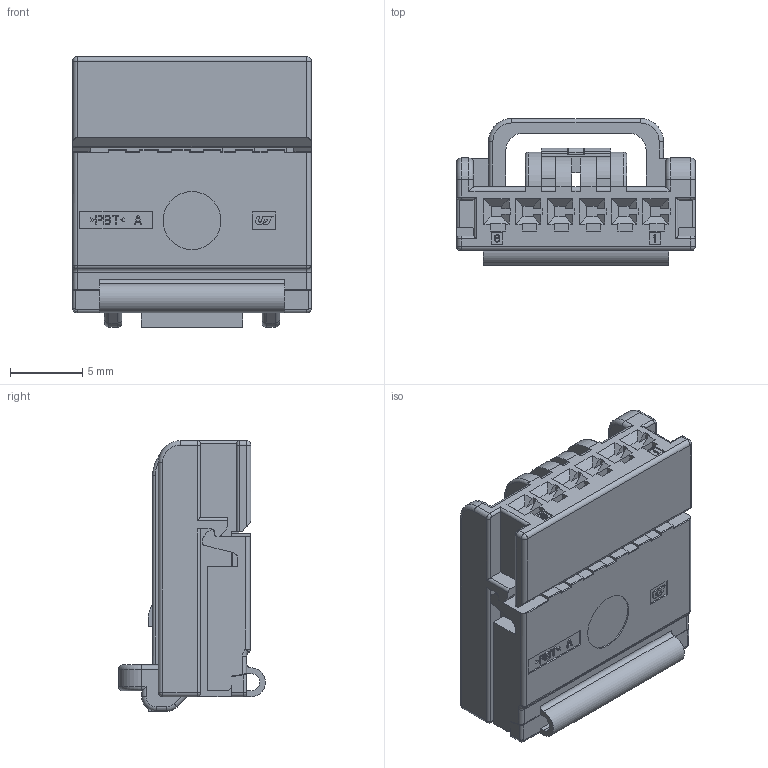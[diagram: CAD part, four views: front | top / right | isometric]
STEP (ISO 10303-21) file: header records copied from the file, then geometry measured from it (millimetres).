
FILE_DESCRIPTION((''),'2;1');
FILE_NAME('025_D_6F_HSG_B_LOCK','2023-01-04T14:21:51',('jhryu'),(''),'CREO PARAMETRIC BY PTC INC, 2017380','CREO PARAMETRIC BY PTC INC, 2017380','');
FILE_SCHEMA(('CONFIG_CONTROL_DESIGN'));
Length unit declared in the file: millimetre
Products named in the file (1): 025_D_6F_HSG_B_LOCK
Bounding box: 16.5 x 10.15 x 18.7 mm (x, y, z)
Volume: 1506 mm3; surface area: 2019.3 mm2
Topology: 1 solids, 1 shells, 778 faces, 2203 edges, 1434 vertices
Faces by surface type: plane 590, cylinder 154, torus 20, bspline 10, sphere 4
Entity records: 25221 total; most frequent: CARTESIAN_POINT 4867, ORIENTED_EDGE 4406, DIRECTION 3975, EDGE_CURVE 2203, VECTOR 1871, LINE 1871, VERTEX_POINT 1434, AXIS2_PLACEMENT_3D 1052
